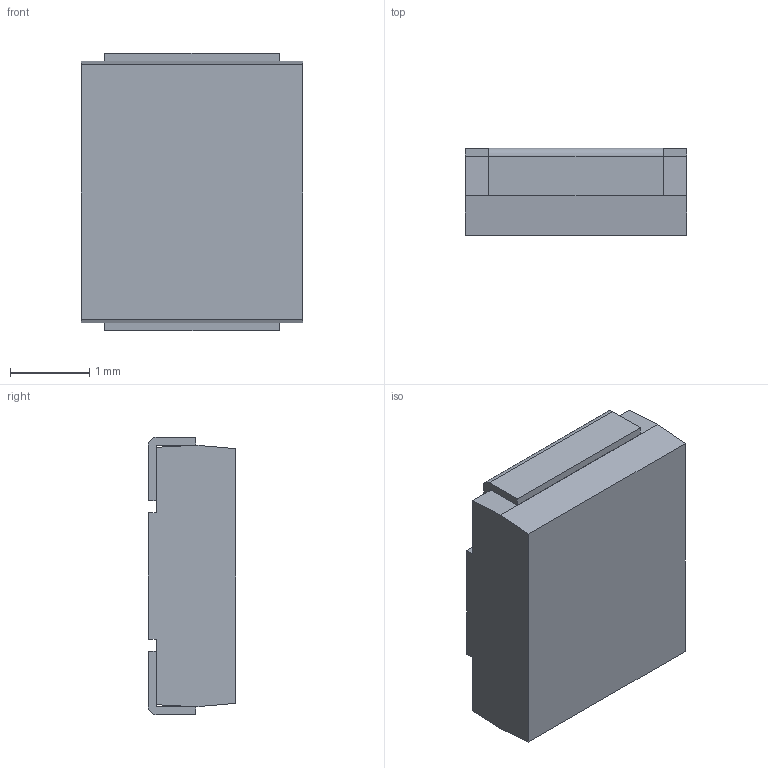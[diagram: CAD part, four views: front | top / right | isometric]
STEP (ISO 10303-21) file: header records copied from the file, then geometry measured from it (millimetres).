
FILE_DESCRIPTION(/* description */ (''),/* implementation_level */ '2;1');
FILE_NAME(/* name */ 'B1G.stp',/* time_stamp */ '2016-06-13T11:16:29+09:00',/* author */ ('5146755'),/* organization */ (''),/* preprocessor_version */ 'ST-DEVELOPER v16.1',/* originating_system */ 'Autodesk Inventor 2016',/* authorisation */ '');
FILE_SCHEMA (('AUTOMOTIVE_DESIGN { 1 0 10303 214 3 1 1 }'));
Length unit declared in the file: millimetre
Products named in the file (3): mold-B1G; flame-B1G; B1G
Assembly tree (3 placements, depth 2):
  B1G
    mold-B1G
    flame-B1G  x2
Bounding box: 2.8 x 1.1 x 3.5 mm (x, y, z)
Volume: 10.2 mm3; surface area: 43.8 mm2
Topology: 3 solids, 3 shells, 30 faces, 72 edges, 48 vertices
Faces by surface type: plane 28, cylinder 2
Entity records: 699 total; most frequent: CARTESIAN_POINT 112, DIRECTION 107, ORIENTED_EDGE 102, EDGE_CURVE 51, LINE 49, VECTOR 49, VERTEX_POINT 34, AXIS2_PLACEMENT_3D 29
